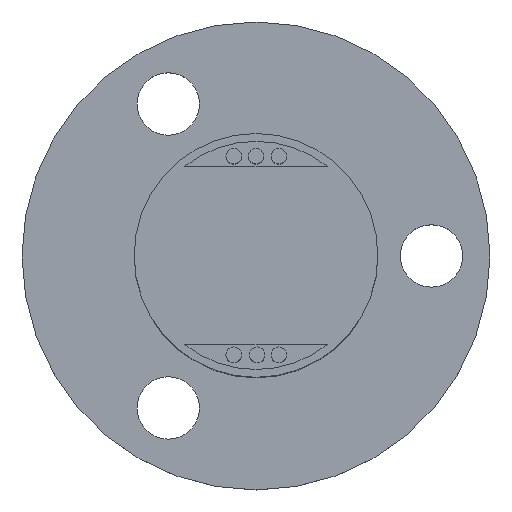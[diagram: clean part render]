
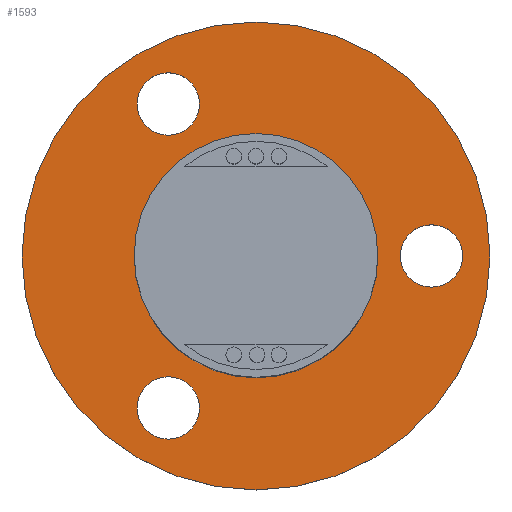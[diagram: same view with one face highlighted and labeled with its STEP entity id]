
A CAD part, top view. The second image highlights one B-rep face of the part: STEP entity #1593.
In plain terms, the highlighted planar face has unit normal (0, 0, 1).
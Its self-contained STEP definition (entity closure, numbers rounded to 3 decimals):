
#6 = VERTEX_POINT ( 'NONE', #586 ) ;
#12 = DIRECTION ( 'NONE',  ( 0., 0., -1. ) ) ;
#18 = CARTESIAN_POINT ( 'NONE',  ( 9., 0., 1.3 ) ) ;
#20 = CARTESIAN_POINT ( 'NONE',  ( 6.25, 0., 1.3 ) ) ;
#38 = EDGE_CURVE ( 'NONE', #708, #808, #552, .T. ) ;
#42 = EDGE_CURVE ( 'NONE', #993, #127, #1655, .T. ) ;
#54 = EDGE_CURVE ( 'NONE', #6, #67, #1272, .T. ) ;
#66 = EDGE_CURVE ( 'NONE', #1270, #1240, #1614, .T. ) ;
#67 = VERTEX_POINT ( 'NONE', #171 ) ;
#70 = EDGE_CURVE ( 'NONE', #203, #1384, #454, .T. ) ;
#82 = DIRECTION ( 'NONE',  ( 0., 0., -1. ) ) ;
#88 = DIRECTION ( 'NONE',  ( 0.5, -0.866, 0. ) ) ;
#100 = DIRECTION ( 'NONE',  ( 0.5, 0.866, 0. ) ) ;
#106 = CARTESIAN_POINT ( 'NONE',  ( -6.1, 7.794, 1.3 ) ) ;
#110 = DIRECTION ( 'NONE',  ( 0., 0., -1. ) ) ;
#117 = CARTESIAN_POINT ( 'NONE',  ( -4.5, -7.794, 1.3 ) ) ;
#127 = VERTEX_POINT ( 'NONE', #782 ) ;
#165 = DIRECTION ( 'NONE',  ( -1., 0., 0. ) ) ;
#171 = CARTESIAN_POINT ( 'NONE',  ( -2.9, -7.794, 1.3 ) ) ;
#203 = VERTEX_POINT ( 'NONE', #20 ) ;
#206 = DIRECTION ( 'NONE',  ( 0.5, -0.866, 0. ) ) ;
#218 = DIRECTION ( 'NONE',  ( 0., 0., -1. ) ) ;
#223 = CARTESIAN_POINT ( 'NONE',  ( -4.5, 7.794, 1.3 ) ) ;
#239 = FACE_BOUND ( 'NONE', #1330, .T. ) ;
#252 = CARTESIAN_POINT ( 'NONE',  ( 0., 0., 1.3 ) ) ;
#270 = DIRECTION ( 'NONE',  ( -1., 0., 0. ) ) ;
#287 = DIRECTION ( 'NONE',  ( 0., 0., -1. ) ) ;
#288 = CARTESIAN_POINT ( 'NONE',  ( 0., 0., 1.3 ) ) ;
#327 = CIRCLE ( 'NONE', #1258, 6.25 ) ;
#333 = CARTESIAN_POINT ( 'NONE',  ( -6.25, 0., 1.3 ) ) ;
#339 = CARTESIAN_POINT ( 'NONE',  ( 10.6, 0., 1.3 ) ) ;
#367 = AXIS2_PLACEMENT_3D ( 'NONE', #666, #1097, #165 ) ;
#454 = CIRCLE ( 'NONE', #1128, 6.25 ) ;
#473 = CIRCLE ( 'NONE', #367, 12. ) ;
#552 = CIRCLE ( 'NONE', #1173, 12. ) ;
#586 = CARTESIAN_POINT ( 'NONE',  ( -6.1, -7.794, 1.3 ) ) ;
#587 = DIRECTION ( 'NONE',  ( 0., 0., -1. ) ) ;
#655 = DIRECTION ( 'NONE',  ( 0., 0., -1. ) ) ;
#666 = CARTESIAN_POINT ( 'NONE',  ( 0., 0., 1.3 ) ) ;
#708 = VERTEX_POINT ( 'NONE', #1516 ) ;
#720 = CARTESIAN_POINT ( 'NONE',  ( 0., 0., 1.3 ) ) ;
#725 = ORIENTED_EDGE ( 'NONE', *, *, #54, .T. ) ;
#781 = AXIS2_PLACEMENT_3D ( 'NONE', #252, #82, #1716 ) ;
#782 = CARTESIAN_POINT ( 'NONE',  ( -2.9, 7.794, 1.3 ) ) ;
#796 = DIRECTION ( 'NONE',  ( 0.5, 0.866, 0. ) ) ;
#808 = VERTEX_POINT ( 'NONE', #926 ) ;
#868 = ORIENTED_EDGE ( 'NONE', *, *, #1263, .T. ) ;
#870 = PLANE ( 'NONE',  #781 ) ;
#909 = DIRECTION ( 'NONE',  ( -1., 0., 0. ) ) ;
#923 = CARTESIAN_POINT ( 'NONE',  ( -4.5, -7.794, 1.3 ) ) ;
#926 = CARTESIAN_POINT ( 'NONE',  ( -12., 0., 1.3 ) ) ;
#978 = ORIENTED_EDGE ( 'NONE', *, *, #1322, .T. ) ;
#993 = VERTEX_POINT ( 'NONE', #106 ) ;
#1008 = DIRECTION ( 'NONE',  ( 0., 0., -1. ) ) ;
#1012 = CARTESIAN_POINT ( 'NONE',  ( -4.5, 7.794, 1.3 ) ) ;
#1036 = ORIENTED_EDGE ( 'NONE', *, *, #66, .T. ) ;
#1043 = FACE_BOUND ( 'NONE', #1216, .T. ) ;
#1051 = ORIENTED_EDGE ( 'NONE', *, *, #1718, .F. ) ;
#1097 = DIRECTION ( 'NONE',  ( 0., 0., -1. ) ) ;
#1128 = AXIS2_PLACEMENT_3D ( 'NONE', #1707, #1682, #1670 ) ;
#1143 = AXIS2_PLACEMENT_3D ( 'NONE', #18, #12, #1838 ) ;
#1148 = CARTESIAN_POINT ( 'NONE',  ( 7.4, 0., 1.3 ) ) ;
#1163 = AXIS2_PLACEMENT_3D ( 'NONE', #117, #110, #100 ) ;
#1167 = AXIS2_PLACEMENT_3D ( 'NONE', #223, #218, #206 ) ;
#1169 = AXIS2_PLACEMENT_3D ( 'NONE', #1477, #1886, #909 ) ;
#1170 = ORIENTED_EDGE ( 'NONE', *, *, #70, .T. ) ;
#1172 = EDGE_LOOP ( 'NONE', ( #1051, #1545 ) ) ;
#1173 = AXIS2_PLACEMENT_3D ( 'NONE', #288, #287, #270 ) ;
#1216 = EDGE_LOOP ( 'NONE', ( #1036, #978 ) ) ;
#1240 = VERTEX_POINT ( 'NONE', #339 ) ;
#1242 = EDGE_LOOP ( 'NONE', ( #1428, #868 ) ) ;
#1258 = AXIS2_PLACEMENT_3D ( 'NONE', #720, #587, #1601 ) ;
#1263 = EDGE_CURVE ( 'NONE', #127, #993, #1390, .T. ) ;
#1270 = VERTEX_POINT ( 'NONE', #1148 ) ;
#1272 = CIRCLE ( 'NONE', #1163, 1.6 ) ;
#1297 = EDGE_CURVE ( 'NONE', #67, #6, #1594, .T. ) ;
#1322 = EDGE_CURVE ( 'NONE', #1240, #1270, #1543, .T. ) ;
#1330 = EDGE_LOOP ( 'NONE', ( #725, #1842 ) ) ;
#1384 = VERTEX_POINT ( 'NONE', #333 ) ;
#1386 = FACE_OUTER_BOUND ( 'NONE', #1172, .T. ) ;
#1390 = CIRCLE ( 'NONE', #1623, 1.6 ) ;
#1396 = EDGE_CURVE ( 'NONE', #1384, #203, #327, .T. ) ;
#1413 = AXIS2_PLACEMENT_3D ( 'NONE', #923, #655, #796 ) ;
#1428 = ORIENTED_EDGE ( 'NONE', *, *, #42, .T. ) ;
#1429 = FACE_BOUND ( 'NONE', #1242, .T. ) ;
#1477 = CARTESIAN_POINT ( 'NONE',  ( 9., 0., 1.3 ) ) ;
#1478 = FACE_BOUND ( 'NONE', #1877, .T. ) ;
#1516 = CARTESIAN_POINT ( 'NONE',  ( 12., 0., 1.3 ) ) ;
#1539 = ORIENTED_EDGE ( 'NONE', *, *, #1396, .T. ) ;
#1543 = CIRCLE ( 'NONE', #1169, 1.6 ) ;
#1545 = ORIENTED_EDGE ( 'NONE', *, *, #38, .F. ) ;
#1593 = ADVANCED_FACE ( 'NONE', ( #1429, #239, #1043, #1478, #1386 ), #870, .F. ) ;
#1594 = CIRCLE ( 'NONE', #1413, 1.6 ) ;
#1601 = DIRECTION ( 'NONE',  ( -1., 0., 0. ) ) ;
#1614 = CIRCLE ( 'NONE', #1143, 1.6 ) ;
#1623 = AXIS2_PLACEMENT_3D ( 'NONE', #1012, #1008, #88 ) ;
#1655 = CIRCLE ( 'NONE', #1167, 1.6 ) ;
#1670 = DIRECTION ( 'NONE',  ( -1., 0., 0. ) ) ;
#1682 = DIRECTION ( 'NONE',  ( 0., 0., -1. ) ) ;
#1707 = CARTESIAN_POINT ( 'NONE',  ( 0., 0., 1.3 ) ) ;
#1716 = DIRECTION ( 'NONE',  ( -1., 0., 0. ) ) ;
#1718 = EDGE_CURVE ( 'NONE', #808, #708, #473, .T. ) ;
#1838 = DIRECTION ( 'NONE',  ( -1., 0., 0. ) ) ;
#1842 = ORIENTED_EDGE ( 'NONE', *, *, #1297, .T. ) ;
#1877 = EDGE_LOOP ( 'NONE', ( #1539, #1170 ) ) ;
#1886 = DIRECTION ( 'NONE',  ( 0., 0., -1. ) ) ;
